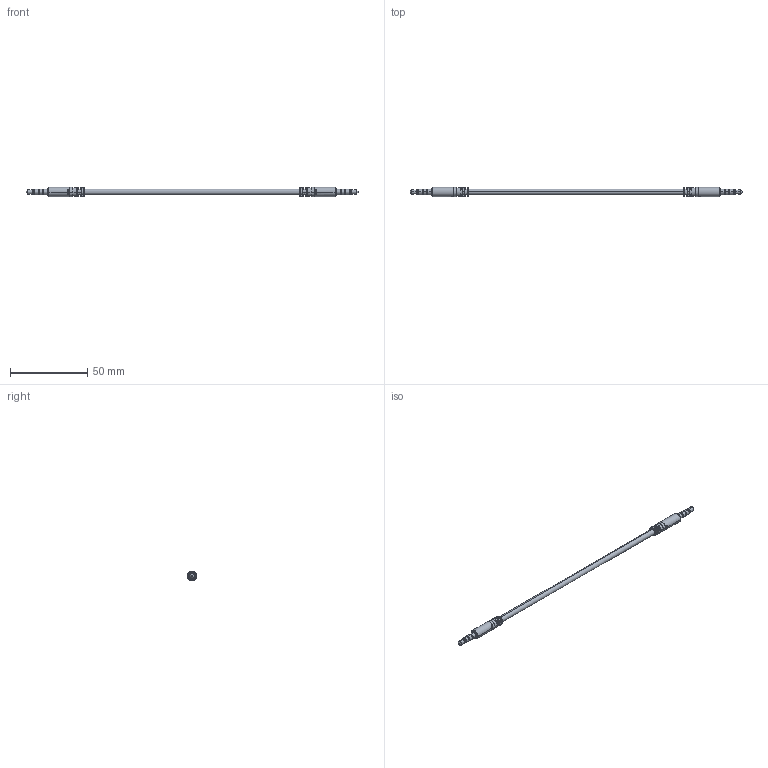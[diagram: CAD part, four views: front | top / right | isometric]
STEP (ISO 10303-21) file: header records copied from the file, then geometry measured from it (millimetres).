
FILE_DESCRIPTION (( 'STEP AP203' ), '1' );
FILE_NAME ('10-02153_revA2.STEP', '2017-03-01T00:25:54', ( '' ), ( '' ), 'SwSTEP 2.0', 'SolidWorks 2015', '' );
FILE_SCHEMA (( 'CONFIG_CONTROL_DESIGN' ));
Length unit declared in the file: millimetre
Products named in the file (4): 30-00179_blunt cut; 50-00397; 10-02153_revA2; 24-00028
Assembly tree (5 placements, depth 2):
  10-02153_revA2
    30-00179_blunt cut
    24-00028  x2
    50-00397  x2
Bounding box: 214.8 x 6.1 x 6.1 mm (x, y, z)
Volume: 3228.9 mm3; surface area: 17128.5 mm2
Topology: 80 solids, 80 shells, 732 faces, 1584 edges, 1044 vertices
Faces by surface type: cylinder 374, plane 282, bspline 44, cone 20, torus 12
Entity records: 17210 total; most frequent: CARTESIAN_POINT 3555, DIRECTION 3002, ORIENTED_EDGE 2442, AXIS2_PLACEMENT_3D 1289, EDGE_CURVE 1221, VERTEX_POINT 808, EDGE_LOOP 739, CIRCLE 722
